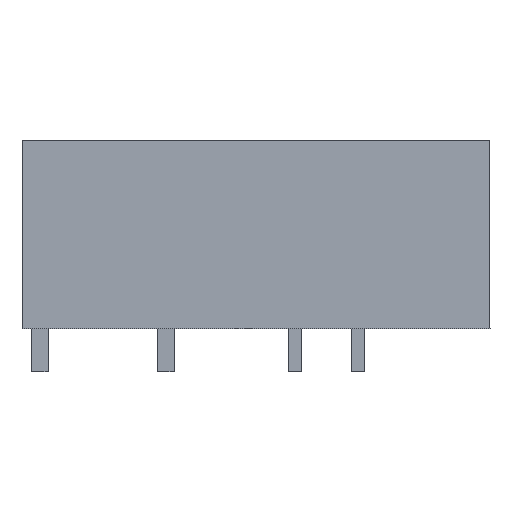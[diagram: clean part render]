
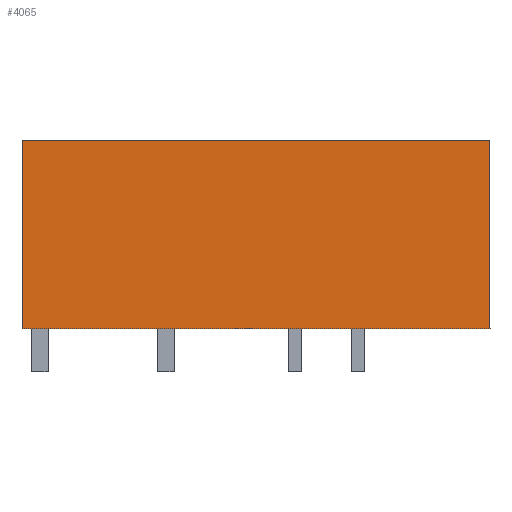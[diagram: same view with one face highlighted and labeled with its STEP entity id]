
A CAD part, left-side view. The second image highlights one B-rep face of the part: STEP entity #4065.
In plain terms, the highlighted planar face has unit normal (-1, 0, 0).
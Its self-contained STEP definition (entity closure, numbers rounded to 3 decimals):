
#4052=AXIS2_PLACEMENT_3D('Plane Axis2P3D',#4049,#4050,#4051) ;
#1246=CARTESIAN_POINT('Vertex',(0.,28.3,2.6)) ;
#1249=CARTESIAN_POINT('Line Origine',(0.,28.3,8.3)) ;
#1253=CARTESIAN_POINT('Vertex',(0.,28.3,14.)) ;
#1372=CARTESIAN_POINT('Line Origine',(0.,14.15,14.)) ;
#1376=CARTESIAN_POINT('Vertex',(0.,0.,14.)) ;
#3338=CARTESIAN_POINT('Line Origine',(0.,0.,8.3)) ;
#3342=CARTESIAN_POINT('Vertex',(0.,0.,2.6)) ;
#4049=CARTESIAN_POINT('Axis2P3D Location',(0.,28.3,-0.9)) ;
#4054=CARTESIAN_POINT('Line Origine',(0.,14.15,2.6)) ;
#1250=DIRECTION('Vector Direction',(0.,0.,1.)) ;
#1373=DIRECTION('Vector Direction',(0.,1.,0.)) ;
#3339=DIRECTION('Vector Direction',(0.,0.,-1.)) ;
#4050=DIRECTION('Axis2P3D Direction',(-1.,0.,0.)) ;
#4051=DIRECTION('Axis2P3D XDirection',(0.,-1.,0.)) ;
#4055=DIRECTION('Vector Direction',(0.,1.,0.)) ;
#1251=VECTOR('Line Direction',#1250,1.) ;
#1374=VECTOR('Line Direction',#1373,1.) ;
#3340=VECTOR('Line Direction',#3339,1.) ;
#4056=VECTOR('Line Direction',#4055,1.) ;
#4060=ORIENTED_EDGE('',*,*,#4058,.F.) ;
#4061=ORIENTED_EDGE('',*,*,#3344,.F.) ;
#4062=ORIENTED_EDGE('',*,*,#1378,.T.) ;
#4063=ORIENTED_EDGE('',*,*,#1255,.T.) ;
#4065=ADVANCED_FACE('housing',(#4064),#4053,.T.) ;
#1255=EDGE_CURVE('',#1254,#1247,#1252,.F.) ;
#1378=EDGE_CURVE('',#1377,#1254,#1375,.T.) ;
#3344=EDGE_CURVE('',#1377,#3343,#3341,.T.) ;
#4058=EDGE_CURVE('',#3343,#1247,#4057,.T.) ;
#4059=EDGE_LOOP('',(#4060,#4061,#4062,#4063)) ;
#4064=FACE_OUTER_BOUND('',#4059,.T.) ;
#1252=LINE('Line',#1249,#1251) ;
#1375=LINE('Line',#1372,#1374) ;
#3341=LINE('Line',#3338,#3340) ;
#4057=LINE('Line',#4054,#4056) ;
#4053=PLANE('',#4052) ;
#1247=VERTEX_POINT('',#1246) ;
#1254=VERTEX_POINT('',#1253) ;
#1377=VERTEX_POINT('',#1376) ;
#3343=VERTEX_POINT('',#3342) ;
